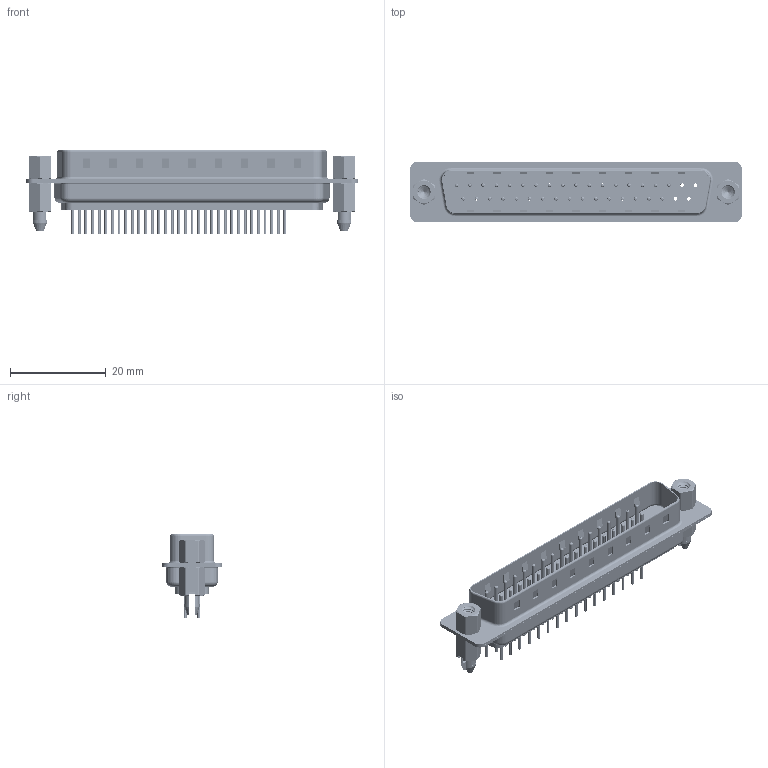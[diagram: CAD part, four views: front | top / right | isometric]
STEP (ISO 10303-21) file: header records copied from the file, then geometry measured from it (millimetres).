
FILE_DESCRIPTION (( 'STEP AP203' ), '1' );
FILE_NAME ('MHDD-37MNS-H1.STEP', '2025-11-12T20:42:47', ( '' ), ( '' ), 'SwSTEP 2.0', 'SolidWorks 2023', '' );
FILE_SCHEMA (( 'CONFIG_CONTROL_DESIGN' ));
Length unit declared in the file: millimetre
Products named in the file (8): MHDD Shell Front_37 Contacts; MHDD Contact Row 1_20L; MHDD 4-40 Hex Standoff; MHDD Shell Rear_37 Contacts; MHDD Housing_37 LP; MHDD Contact Row 2_20L; MHDD 4-40 Threaded Boardlock_LP; MHDD-37MNS-H1
Assembly tree (40 placements, depth 2):
  MHDD-37MNS-H1
    MHDD Housing_37 LP
    MHDD Shell Front_37 Contacts
    MHDD Shell Rear_37 Contacts
    MHDD Contact Row 1_20L  x17
    MHDD Contact Row 2_20L  x16
    MHDD 4-40 Hex Standoff  x2
    MHDD 4-40 Threaded Boardlock_LP  x2
Bounding box: 69.32 x 12.6 x 17.42 mm (x, y, z)
Volume: 3942 mm3; surface area: 10988 mm2
Topology: 40 solids, 40 shells, 3876 faces, 10184 edges, 6339 vertices
Faces by surface type: cylinder 1490, plane 1057, torus 947, cone 364, bspline 18
Entity records: 35243 total; most frequent: CARTESIAN_POINT 9904, DIRECTION 5170, ORIENTED_EDGE 4794, EDGE_CURVE 2397, AXIS2_PLACEMENT_3D 2028, VERTEX_POINT 1541, EDGE_LOOP 1162, LINE 1114
